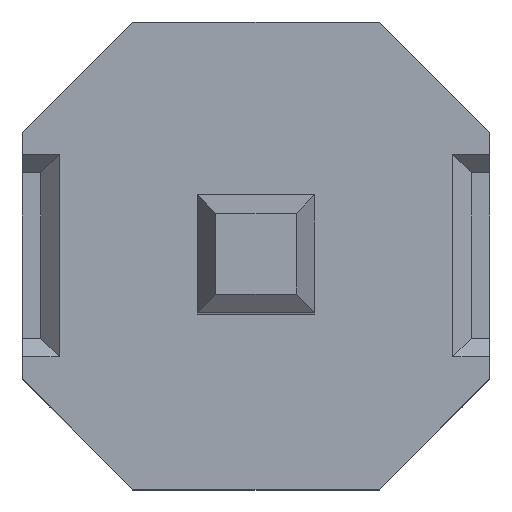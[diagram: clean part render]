
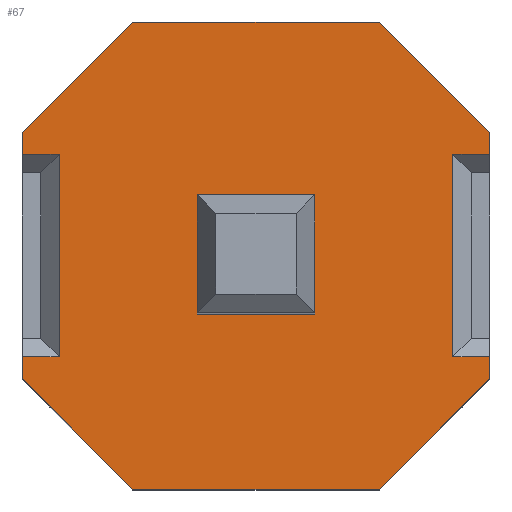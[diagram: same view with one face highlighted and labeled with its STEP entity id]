
A CAD part, top view. The second image highlights one B-rep face of the part: STEP entity #67.
In plain terms, the highlighted planar face has unit normal (0, 0, 1).
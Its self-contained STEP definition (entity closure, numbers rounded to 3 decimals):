
#67=ADVANCED_FACE('',(#427,#429),#431,.T.);
#427=FACE_BOUND('',#428,.T.);
#428=EDGE_LOOP('',(#714,#715,#716,#717,#718,#719,#720,#721,#722,#723,#724,#725,#726,
#727,#728,#729));
#429=FACE_BOUND('',#430,.T.);
#430=EDGE_LOOP('',(#730,#731,#732,#733));
#431=PLANE('',#432);
#432=AXIS2_PLACEMENT_3D('',#433,#434,#435);
#433=CARTESIAN_POINT('',(0.,0.,2.5));
#434=DIRECTION('',(0.,0.,1.));
#435=DIRECTION('',(1.,0.,0.));
#714=ORIENTED_EDGE('',*,*,#914,.T.);
#715=ORIENTED_EDGE('',*,*,#915,.T.);
#716=ORIENTED_EDGE('',*,*,#916,.T.);
#717=ORIENTED_EDGE('',*,*,#917,.T.);
#718=ORIENTED_EDGE('',*,*,#918,.T.);
#719=ORIENTED_EDGE('',*,*,#919,.T.);
#720=ORIENTED_EDGE('',*,*,#920,.T.);
#721=ORIENTED_EDGE('',*,*,#921,.T.);
#722=ORIENTED_EDGE('',*,*,#922,.T.);
#723=ORIENTED_EDGE('',*,*,#923,.T.);
#724=ORIENTED_EDGE('',*,*,#924,.T.);
#725=ORIENTED_EDGE('',*,*,#925,.T.);
#726=ORIENTED_EDGE('',*,*,#926,.T.);
#727=ORIENTED_EDGE('',*,*,#927,.T.);
#728=ORIENTED_EDGE('',*,*,#928,.T.);
#729=ORIENTED_EDGE('',*,*,#929,.T.);
#730=ORIENTED_EDGE('',*,*,#930,.F.);
#731=ORIENTED_EDGE('',*,*,#931,.F.);
#732=ORIENTED_EDGE('',*,*,#932,.F.);
#733=ORIENTED_EDGE('',*,*,#933,.F.);
#914=EDGE_CURVE('',#1026,#1027,#1028,.F.);
#915=EDGE_CURVE('',#1027,#1029,#1030,.T.);
#916=EDGE_CURVE('',#1029,#1031,#1032,.T.);
#917=EDGE_CURVE('',#1031,#1033,#1034,.T.);
#918=EDGE_CURVE('',#1033,#1035,#1036,.T.);
#919=EDGE_CURVE('',#1035,#1037,#1038,.T.);
#920=EDGE_CURVE('',#1037,#1039,#1040,.F.);
#921=EDGE_CURVE('',#1039,#1041,#1042,.F.);
#922=EDGE_CURVE('',#1041,#1043,#1044,.F.);
#923=EDGE_CURVE('',#1043,#1045,#1046,.T.);
#924=EDGE_CURVE('',#1045,#1047,#1048,.T.);
#925=EDGE_CURVE('',#1047,#1049,#1050,.T.);
#926=EDGE_CURVE('',#1049,#1051,#1052,.T.);
#927=EDGE_CURVE('',#1051,#1053,#1054,.T.);
#928=EDGE_CURVE('',#1053,#1055,#1056,.F.);
#929=EDGE_CURVE('',#1055,#1026,#1057,.F.);
#930=EDGE_CURVE('',#1058,#1059,#1060,.T.);
#931=EDGE_CURVE('',#1061,#1058,#1062,.T.);
#932=EDGE_CURVE('',#1063,#1061,#1064,.T.);
#933=EDGE_CURVE('',#1059,#1063,#1065,.T.);
#1026=VERTEX_POINT('',#1214);
#1027=VERTEX_POINT('',#1215);
#1028=LINE('',#1216,#1217);
#1029=VERTEX_POINT('',#1219);
#1030=LINE('',#1220,#1221);
#1031=VERTEX_POINT('',#1223);
#1032=LINE('',#1224,#1225);
#1033=VERTEX_POINT('',#1227);
#1034=LINE('',#1228,#1229);
#1035=VERTEX_POINT('',#1231);
#1036=LINE('',#1232,#1233);
#1037=VERTEX_POINT('',#1235);
#1038=LINE('',#1236,#1237);
#1039=VERTEX_POINT('',#1239);
#1040=LINE('',#1240,#1241);
#1041=VERTEX_POINT('',#1243);
#1042=LINE('',#1244,#1245);
#1043=VERTEX_POINT('',#1247);
#1044=LINE('',#1248,#1249);
#1045=VERTEX_POINT('',#1251);
#1046=LINE('',#1252,#1253);
#1047=VERTEX_POINT('',#1255);
#1048=LINE('',#1256,#1257);
#1049=VERTEX_POINT('',#1259);
#1050=LINE('',#1260,#1261);
#1051=VERTEX_POINT('',#1263);
#1052=LINE('',#1264,#1265);
#1053=VERTEX_POINT('',#1267);
#1054=LINE('',#1268,#1269);
#1055=VERTEX_POINT('',#1271);
#1056=LINE('',#1272,#1273);
#1057=LINE('',#1275,#1276);
#1058=VERTEX_POINT('',#1278);
#1059=VERTEX_POINT('',#1279);
#1060=LINE('',#1280,#1281);
#1061=VERTEX_POINT('',#1283);
#1062=LINE('',#1284,#1285);
#1063=VERTEX_POINT('',#1287);
#1064=LINE('',#1288,#1289);
#1065=LINE('',#1291,#1292);
#1214=CARTESIAN_POINT('',(-1.07,-0.55,2.5));
#1215=CARTESIAN_POINT('',(-1.27,-0.55,2.5));
#1216=CARTESIAN_POINT('',(-1.27,-0.55,2.5));
#1217=VECTOR('',#1218,1.);
#1218=DIRECTION('',(1.,0.,0.));
#1219=CARTESIAN_POINT('',(-1.27,-0.67,2.5));
#1220=CARTESIAN_POINT('',(-1.27,-0.55,2.5));
#1221=VECTOR('',#1222,1.);
#1222=DIRECTION('',(0.,-1.,0.));
#1223=CARTESIAN_POINT('',(-0.67,-1.27,2.5));
#1224=CARTESIAN_POINT('',(-1.27,-0.67,2.5));
#1225=VECTOR('',#1226,1.);
#1226=DIRECTION('',(0.707,-0.707,0.));
#1227=CARTESIAN_POINT('',(0.67,-1.27,2.5));
#1228=CARTESIAN_POINT('',(-0.67,-1.27,2.5));
#1229=VECTOR('',#1230,1.);
#1230=DIRECTION('',(1.,0.,0.));
#1231=CARTESIAN_POINT('',(1.27,-0.67,2.5));
#1232=CARTESIAN_POINT('',(0.67,-1.27,2.5));
#1233=VECTOR('',#1234,1.);
#1234=DIRECTION('',(0.707,0.707,0.));
#1235=CARTESIAN_POINT('',(1.27,-0.55,2.5));
#1236=CARTESIAN_POINT('',(1.27,-0.67,2.5));
#1237=VECTOR('',#1238,1.);
#1238=DIRECTION('',(0.,1.,0.));
#1239=CARTESIAN_POINT('',(1.07,-0.55,2.5));
#1240=CARTESIAN_POINT('',(1.07,-0.55,2.5));
#1241=VECTOR('',#1242,1.);
#1242=DIRECTION('',(1.,0.,0.));
#1243=CARTESIAN_POINT('',(1.07,0.55,2.5));
#1244=CARTESIAN_POINT('',(1.07,0.55,2.5));
#1245=VECTOR('',#1246,1.);
#1246=DIRECTION('',(0.,-1.,0.));
#1247=CARTESIAN_POINT('',(1.27,0.55,2.5));
#1248=CARTESIAN_POINT('',(1.27,0.55,2.5));
#1249=VECTOR('',#1250,1.);
#1250=DIRECTION('',(-1.,0.,0.));
#1251=CARTESIAN_POINT('',(1.27,0.67,2.5));
#1252=CARTESIAN_POINT('',(1.27,0.55,2.5));
#1253=VECTOR('',#1254,1.);
#1254=DIRECTION('',(0.,1.,0.));
#1255=CARTESIAN_POINT('',(0.67,1.27,2.5));
#1256=CARTESIAN_POINT('',(1.27,0.67,2.5));
#1257=VECTOR('',#1258,1.);
#1258=DIRECTION('',(-0.707,0.707,0.));
#1259=CARTESIAN_POINT('',(-0.67,1.27,2.5));
#1260=CARTESIAN_POINT('',(0.67,1.27,2.5));
#1261=VECTOR('',#1262,1.);
#1262=DIRECTION('',(-1.,0.,0.));
#1263=CARTESIAN_POINT('',(-1.27,0.67,2.5));
#1264=CARTESIAN_POINT('',(-0.67,1.27,2.5));
#1265=VECTOR('',#1266,1.);
#1266=DIRECTION('',(-0.707,-0.707,0.));
#1267=CARTESIAN_POINT('',(-1.27,0.55,2.5));
#1268=CARTESIAN_POINT('',(-1.27,0.67,2.5));
#1269=VECTOR('',#1270,1.);
#1270=DIRECTION('',(0.,-1.,0.));
#1271=CARTESIAN_POINT('',(-1.07,0.55,2.5));
#1272=CARTESIAN_POINT('',(-1.07,0.55,2.5));
#1273=VECTOR('',#1274,1.);
#1274=DIRECTION('',(-1.,0.,0.));
#1275=CARTESIAN_POINT('',(-1.07,-0.55,2.5));
#1276=VECTOR('',#1277,1.);
#1277=DIRECTION('',(0.,1.,0.));
#1278=CARTESIAN_POINT('',(0.32,0.32,2.5));
#1279=CARTESIAN_POINT('',(-0.32,0.32,2.5));
#1280=CARTESIAN_POINT('',(0.32,0.32,2.5));
#1281=VECTOR('',#1282,1.);
#1282=DIRECTION('',(-1.,0.,0.));
#1283=CARTESIAN_POINT('',(0.32,-0.32,2.5));
#1284=CARTESIAN_POINT('',(0.32,-0.32,2.5));
#1285=VECTOR('',#1286,1.);
#1286=DIRECTION('',(0.,1.,0.));
#1287=CARTESIAN_POINT('',(-0.32,-0.32,2.5));
#1288=CARTESIAN_POINT('',(-0.32,-0.32,2.5));
#1289=VECTOR('',#1290,1.);
#1290=DIRECTION('',(1.,0.,0.));
#1291=CARTESIAN_POINT('',(-0.32,0.32,2.5));
#1292=VECTOR('',#1293,1.);
#1293=DIRECTION('',(0.,-1.,0.));
